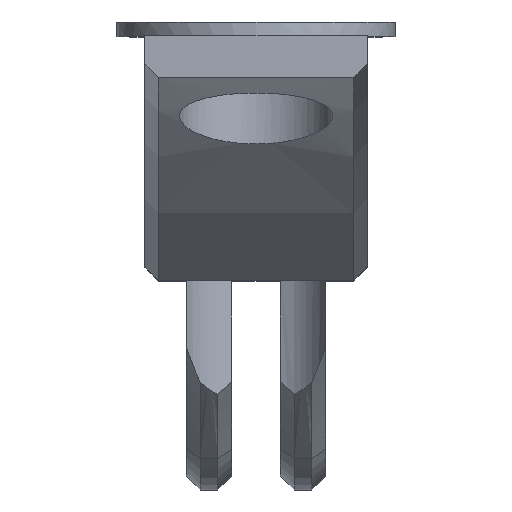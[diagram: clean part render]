
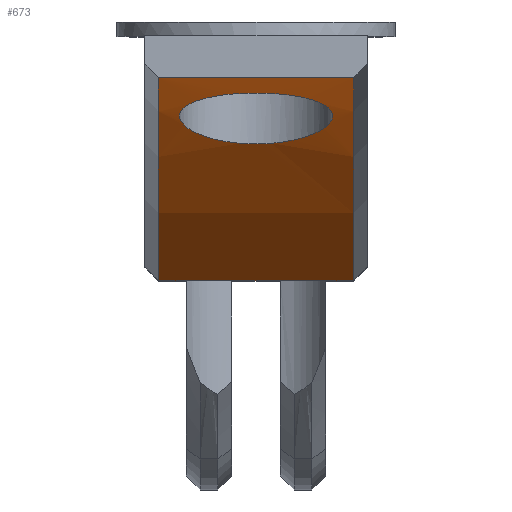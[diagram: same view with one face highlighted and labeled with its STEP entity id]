
A CAD part, top view. The second image highlights one B-rep face of the part: STEP entity #673.
In plain terms, the highlighted cylindrical face has radius 100 mm (diameter 200 mm), a partial arc.
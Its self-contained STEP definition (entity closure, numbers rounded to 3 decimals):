
#233 = VERTEX_POINT('',#234);
#234 = CARTESIAN_POINT('',(-7.,-17.5,-9.151));
#285 = VERTEX_POINT('',#286);
#286 = CARTESIAN_POINT('',(-7.,-3.,25.));
#293 = EDGE_CURVE('',#233,#285,#294,.T.);
#294 = CIRCLE('',#295,100.);
#295 = AXIS2_PLACEMENT_3D('',#296,#297,#298);
#296 = CARTESIAN_POINT('',(-7.,-100.699,46.327));
#297 = DIRECTION('',(1.,0.,0.));
#298 = DIRECTION('',(0.,0.832,-0.555)
  );
#341 = EDGE_CURVE('',#285,#342,#344,.T.);
#342 = VERTEX_POINT('',#343);
#343 = CARTESIAN_POINT('',(7.,-3.,25.));
#344 = LINE('',#345,#346);
#345 = CARTESIAN_POINT('',(-8.,-3.,25.));
#346 = VECTOR('',#347,1.);
#347 = DIRECTION('',(1.,0.,0.));
#595 = EDGE_CURVE('',#596,#233,#598,.T.);
#596 = VERTEX_POINT('',#597);
#597 = CARTESIAN_POINT('',(-5.,-17.5,-9.151));
#598 = LINE('',#599,#600);
#599 = CARTESIAN_POINT('',(-8.,-17.5,-9.151));
#600 = VECTOR('',#601,1.);
#601 = DIRECTION('',(-1.,0.,0.));
#673 = ADVANCED_FACE('',(#674,#718),#805,.F.);
#674 = FACE_BOUND('',#675,.T.);
#675 = EDGE_LOOP('',(#676,#677,#685,#693,#701,#709,#716,#717));
#676 = ORIENTED_EDGE('',*,*,#595,.F.);
#677 = ORIENTED_EDGE('',*,*,#678,.T.);
#678 = EDGE_CURVE('',#596,#679,#681,.T.);
#679 = VERTEX_POINT('',#680);
#680 = CARTESIAN_POINT('',(-1.75,-17.5,-9.151));
#681 = LINE('',#682,#683);
#682 = CARTESIAN_POINT('',(-8.,-17.5,-9.151));
#683 = VECTOR('',#684,1.);
#684 = DIRECTION('',(1.,0.,0.));
#685 = ORIENTED_EDGE('',*,*,#686,.F.);
#686 = EDGE_CURVE('',#687,#679,#689,.T.);
#687 = VERTEX_POINT('',#688);
#688 = CARTESIAN_POINT('',(1.75,-17.5,-9.151));
#689 = LINE('',#690,#691);
#690 = CARTESIAN_POINT('',(-8.,-17.5,-9.151));
#691 = VECTOR('',#692,1.);
#692 = DIRECTION('',(-1.,0.,0.));
#693 = ORIENTED_EDGE('',*,*,#694,.T.);
#694 = EDGE_CURVE('',#687,#695,#697,.T.);
#695 = VERTEX_POINT('',#696);
#696 = CARTESIAN_POINT('',(5.,-17.5,-9.151));
#697 = LINE('',#698,#699);
#698 = CARTESIAN_POINT('',(-8.,-17.5,-9.151));
#699 = VECTOR('',#700,1.);
#700 = DIRECTION('',(1.,0.,0.));
#701 = ORIENTED_EDGE('',*,*,#702,.F.);
#702 = EDGE_CURVE('',#703,#695,#705,.T.);
#703 = VERTEX_POINT('',#704);
#704 = CARTESIAN_POINT('',(7.,-17.5,-9.151));
#705 = LINE('',#706,#707);
#706 = CARTESIAN_POINT('',(-8.,-17.5,-9.151));
#707 = VECTOR('',#708,1.);
#708 = DIRECTION('',(-1.,0.,0.));
#709 = ORIENTED_EDGE('',*,*,#710,.T.);
#710 = EDGE_CURVE('',#703,#342,#711,.T.);
#711 = CIRCLE('',#712,100.);
#712 = AXIS2_PLACEMENT_3D('',#713,#714,#715);
#713 = CARTESIAN_POINT('',(7.,-100.699,46.327));
#714 = DIRECTION('',(1.,0.,0.));
#715 = DIRECTION('',(0.,0.832,-0.555)
  );
#716 = ORIENTED_EDGE('',*,*,#341,.F.);
#717 = ORIENTED_EDGE('',*,*,#293,.F.);
#718 = FACE_BOUND('',#719,.T.);
#719 = EDGE_LOOP('',(#720));
#720 = ORIENTED_EDGE('',*,*,#721,.F.);
#721 = EDGE_CURVE('',#722,#722,#724,.T.);
#722 = VERTEX_POINT('',#723);
#723 = CARTESIAN_POINT('',(5.5,-5.733,15.));
#724 = B_SPLINE_CURVE_WITH_KNOTS('',7,(#725,#726,#727,#728,#729,#730,
    #731,#732,#733,#734,#735,#736,#737,#738,#739,#740,#741,#742,#743,
    #744,#745,#746,#747,#748,#749,#750,#751,#752,#753,#754,#755,#756,
    #757,#758,#759,#760,#761,#762,#763,#764,#765,#766,#767,#768,#769,
    #770,#771,#772,#773,#774,#775,#776,#777,#778,#779,#780,#781,#782,
    #783,#784,#785,#786,#787,#788,#789,#790,#791,#792,#793,#794,#795,
    #796,#797,#798,#799,#800,#801,#802,#803,#804),.UNSPECIFIED.,.T.,.F.,
  (8,6,6,6,6,6,6,6,6,6,6,6,6,8),(0.,0.062,0.096,
    0.137,0.248,0.357,0.464,
    0.578,0.682,0.813,0.872,
    0.915,0.949,1.),.UNSPECIFIED.);
#725 = CARTESIAN_POINT('',(5.5,-5.733,15.));
#726 = CARTESIAN_POINT('',(5.5,-5.617,15.353));
#727 = CARTESIAN_POINT('',(5.474,-5.502,
    15.706));
#728 = CARTESIAN_POINT('',(5.421,-5.39,
    16.056));
#729 = CARTESIAN_POINT('',(5.342,-5.282,
    16.399));
#730 = CARTESIAN_POINT('',(5.239,-5.178,
    16.732));
#731 = CARTESIAN_POINT('',(5.114,-5.08,
    17.052));
#732 = CARTESIAN_POINT('',(4.891,-4.937,
    17.523));
#733 = CARTESIAN_POINT('',(4.806,-4.889,17.685
    ));
#734 = CARTESIAN_POINT('',(4.716,-4.842,17.842)
  );
#735 = CARTESIAN_POINT('',(4.62,-4.797,
    17.994));
#736 = CARTESIAN_POINT('',(4.52,-4.753,
    18.142));
#737 = CARTESIAN_POINT('',(4.416,-4.712,
    18.284));
#738 = CARTESIAN_POINT('',(4.177,-4.625,
    18.584));
#739 = CARTESIAN_POINT('',(4.042,-4.58,18.74
    ));
#740 = CARTESIAN_POINT('',(3.901,-4.537,
    18.888));
#741 = CARTESIAN_POINT('',(3.756,-4.497,
    19.028));
#742 = CARTESIAN_POINT('',(3.606,-4.46,
    19.161));
#743 = CARTESIAN_POINT('',(3.453,-4.425,
    19.286));
#744 = CARTESIAN_POINT('',(2.87,-4.303,19.722
    ));
#745 = CARTESIAN_POINT('',(2.419,-4.231,
    19.985));
#746 = CARTESIAN_POINT('',(1.95,-4.175,
    20.192));
#747 = CARTESIAN_POINT('',(1.47,-4.133,20.346
    ));
#748 = CARTESIAN_POINT('',(0.982,-4.106,
    20.449));
#749 = CARTESIAN_POINT('',(0.491,-4.092,20.5));
#750 = CARTESIAN_POINT('',(-0.481,-4.092,20.5));
#751 = CARTESIAN_POINT('',(-0.962,-4.105,
    20.451));
#752 = CARTESIAN_POINT('',(-1.439,-4.131,
    20.353));
#753 = CARTESIAN_POINT('',(-1.91,-4.171,
    20.205));
#754 = CARTESIAN_POINT('',(-2.369,-4.225,
    20.006));
#755 = CARTESIAN_POINT('',(-2.812,-4.294,
    19.755));
#756 = CARTESIAN_POINT('',(-3.648,-4.463,
    19.148));
#757 = CARTESIAN_POINT('',(-4.044,-4.564,
    18.791));
#758 = CARTESIAN_POINT('',(-4.411,-4.682,
    18.378));
#759 = CARTESIAN_POINT('',(-4.737,-4.819,
    17.911));
#760 = CARTESIAN_POINT('',(-5.009,-4.973,
    17.395));
#761 = CARTESIAN_POINT('',(-5.22,-5.144,
    16.837));
#762 = CARTESIAN_POINT('',(-5.503,-5.529,
    15.618));
#763 = CARTESIAN_POINT('',(-5.564,-5.74,
    14.967));
#764 = CARTESIAN_POINT('',(-5.534,-5.958,
    14.311));
#765 = CARTESIAN_POINT('',(-5.413,-6.177,
    13.672));
#766 = CARTESIAN_POINT('',(-5.211,-6.389,
    13.068));
#767 = CARTESIAN_POINT('',(-4.942,-6.587,
    12.516));
#768 = CARTESIAN_POINT('',(-4.34,-6.929,
    11.581));
#769 = CARTESIAN_POINT('',(-4.012,-7.078,
    11.181));
#770 = CARTESIAN_POINT('',(-3.651,-7.212,
    10.827));
#771 = CARTESIAN_POINT('',(-3.263,-7.329,
    10.52));
#772 = CARTESIAN_POINT('',(-2.855,-7.43,
    10.259));
#773 = CARTESIAN_POINT('',(-2.431,-7.514,
    10.044));
#774 = CARTESIAN_POINT('',(-1.443,-7.664,
    9.66));
#775 = CARTESIAN_POINT('',(-0.873,-7.72,
    9.518));
#776 = CARTESIAN_POINT('',(-0.292,-7.749,
    9.447));
#777 = CARTESIAN_POINT('',(0.292,-7.749,9.447
    ));
#778 = CARTESIAN_POINT('',(0.873,-7.72,9.518
    ));
#779 = CARTESIAN_POINT('',(1.443,-7.664,9.66
    ));
#780 = CARTESIAN_POINT('',(2.24,-7.543,9.97
    ));
#781 = CARTESIAN_POINT('',(2.481,-7.5,
    10.079));
#782 = CARTESIAN_POINT('',(2.717,-7.452,
    10.203));
#783 = CARTESIAN_POINT('',(2.948,-7.398,
    10.341));
#784 = CARTESIAN_POINT('',(3.173,-7.34,
    10.494));
#785 = CARTESIAN_POINT('',(3.392,-7.276,
    10.661));
#786 = CARTESIAN_POINT('',(3.758,-7.155,
    10.979));
#787 = CARTESIAN_POINT('',(3.91,-7.101,11.122
    ));
#788 = CARTESIAN_POINT('',(4.057,-7.044,
    11.274));
#789 = CARTESIAN_POINT('',(4.198,-6.984,11.434
    ));
#790 = CARTESIAN_POINT('',(4.333,-6.922,
    11.602));
#791 = CARTESIAN_POINT('',(4.462,-6.857,11.777
    ));
#792 = CARTESIAN_POINT('',(4.681,-6.737,
    12.106));
#793 = CARTESIAN_POINT('',(4.773,-6.682,
    12.257));
#794 = CARTESIAN_POINT('',(4.86,-6.626,12.412)
  );
#795 = CARTESIAN_POINT('',(4.942,-6.568,
    12.572));
#796 = CARTESIAN_POINT('',(5.018,-6.509,12.737
    ));
#797 = CARTESIAN_POINT('',(5.089,-6.45,12.905)
  );
#798 = CARTESIAN_POINT('',(5.248,-6.299,
    13.333));
#799 = CARTESIAN_POINT('',(5.33,-6.207,
    13.597));
#800 = CARTESIAN_POINT('',(5.397,-6.113,13.869
    ));
#801 = CARTESIAN_POINT('',(5.448,-6.018,14.147
    ));
#802 = CARTESIAN_POINT('',(5.483,-5.922,14.429
    ));
#803 = CARTESIAN_POINT('',(5.5,-5.827,14.714));
#804 = CARTESIAN_POINT('',(5.5,-5.733,15.));
#805 = CYLINDRICAL_SURFACE('',#806,100.);
#806 = AXIS2_PLACEMENT_3D('',#807,#808,#809);
#807 = CARTESIAN_POINT('',(-8.,-100.699,46.327));
#808 = DIRECTION('',(-1.,0.,0.));
#809 = DIRECTION('',(0.,1.,0.));
